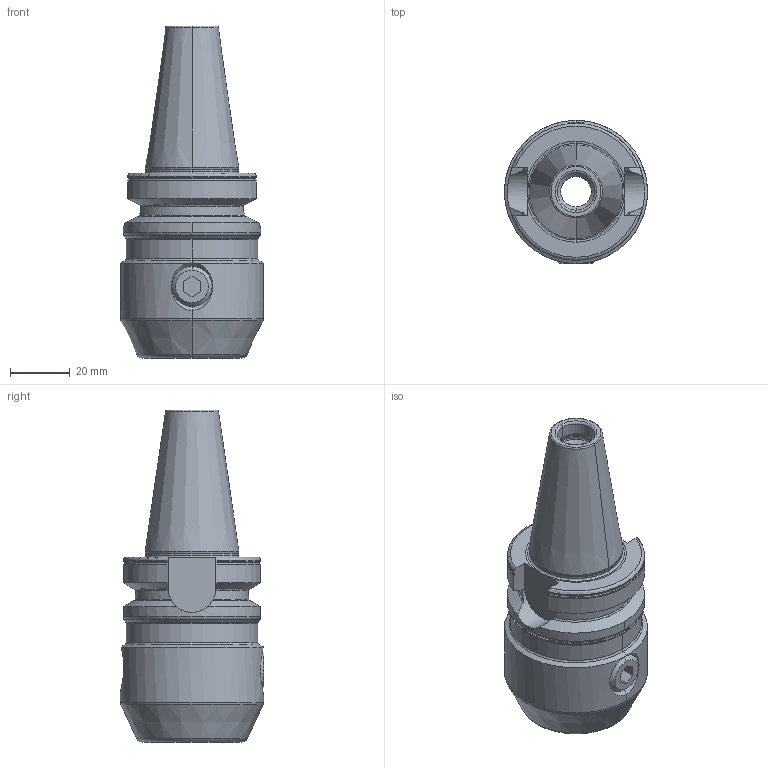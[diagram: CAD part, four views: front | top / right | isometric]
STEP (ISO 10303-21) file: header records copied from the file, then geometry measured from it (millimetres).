
FILE_DESCRIPTION((''),'2;1');
FILE_NAME('DC_305_04_16','2020-08-18T',('104091'),(''),'CREO PARAMETRIC BY PTC INC, 2016260','CREO PARAMETRIC BY PTC INC, 2016260','');
FILE_SCHEMA(('CONFIG_CONTROL_DESIGN'));
Length unit declared in the file: millimetre
Products named in the file (1): DC_305_04_16
Bounding box: 48 x 48 x 111.4 mm (x, y, z)
Volume: 103319.4 mm3; surface area: 20733.3 mm2
Topology: 1 solids, 1 shells, 118 faces, 285 edges, 171 vertices
Faces by surface type: torus 36, cone 30, cylinder 28, plane 22, sphere 2
Entity records: 3787 total; most frequent: CARTESIAN_POINT 1013, DIRECTION 599, ORIENTED_EDGE 566, EDGE_CURVE 283, AXIS2_PLACEMENT_3D 257, VERTEX_POINT 171, CIRCLE 136, EDGE_LOOP 124
